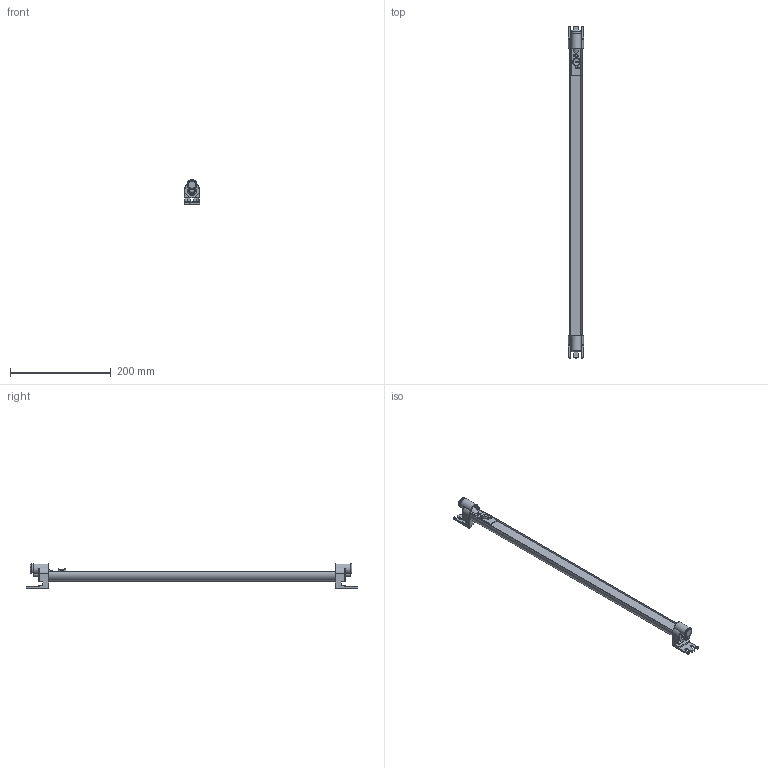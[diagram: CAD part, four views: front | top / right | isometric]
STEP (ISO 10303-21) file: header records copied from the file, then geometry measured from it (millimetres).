
FILE_DESCRIPTION(/* description */ (''),/* implementation_level */ '2;1');
FILE_NAME(/* name */ '106462_LED10-S.stp',/* time_stamp */ '2024-08-22T13:48:09+02:00',/* author */ ('CAD'),/* organization */ (''),/* preprocessor_version */ 'ST-DEVELOPER v15.6',/* originating_system */ 'Autodesk Inventor 2015',/* authorisation */ '');
FILE_SCHEMA (('AUTOMOTIVE_DESIGN { 1 0 10303 214 3 1 1 }'));
Length unit declared in the file: millimetre
Products named in the file (1): 106462_LED10-S_Shrinkwrap_1
Bounding box: 30 x 660 x 49 mm (x, y, z)
Surface area: 64929.5 mm2 (no closed solid volume)
Topology: 0 solids, 14 shells, 131 faces, 590 edges, 442 vertices
Faces by surface type: plane 70, cylinder 49, torus 9, cone 2, bspline 1
Full cylindrical faces by diameter (mm): 17.5 x2
Entity records: 6480 total; most frequent: CARTESIAN_POINT 1538, DIRECTION 1019, ORIENTED_EDGE 853, EDGE_CURVE 584, VERTEX_POINT 439, LINE 349, VECTOR 349, AXIS2_PLACEMENT_3D 335
